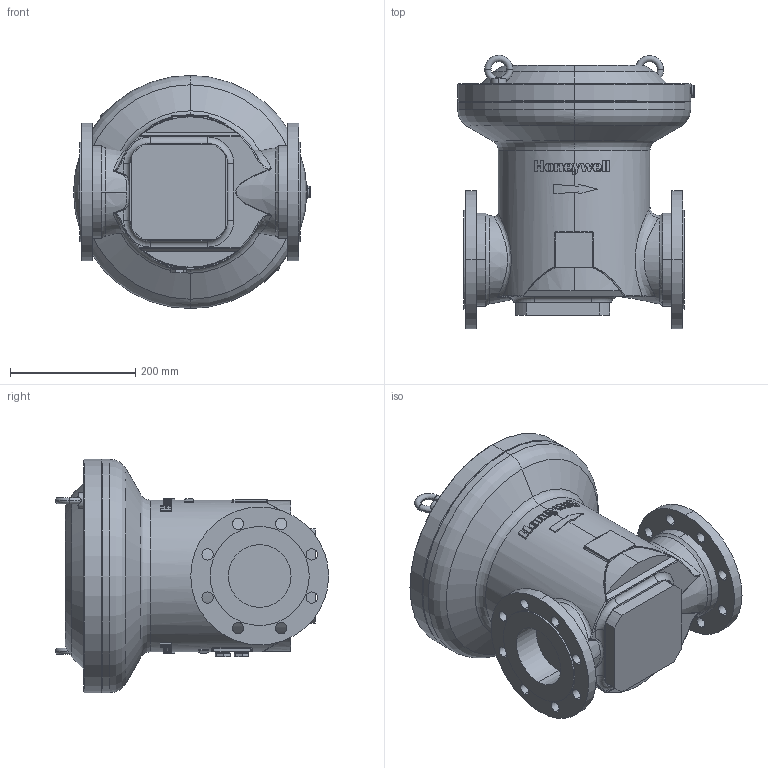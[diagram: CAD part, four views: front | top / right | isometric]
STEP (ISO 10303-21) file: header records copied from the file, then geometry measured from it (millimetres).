
FILE_DESCRIPTION (( 'STEP AP214' ), '1' );
FILE_NAME ('RMG402-DN100_PN16.STEP', '2020-04-06T13:20:16', ( '' ), ( '' ), 'SwSTEP 2.0', 'SolidWorks 2017', '' );
FILE_SCHEMA (( 'AUTOMOTIVE_DESIGN' ));
Length unit declared in the file: millimetre
Products named in the file (1): RMG402-DN100_PN16
Bounding box: 378.01 x 436 x 372 mm (x, y, z)
Volume: 24766217.9 mm3; surface area: 700679.6 mm2
Topology: 1 solids, 1 shells, 591 faces, 1569 edges, 1004 vertices
Faces by surface type: plane 195, bspline 191, cylinder 125, cone 43, torus 33, sphere 4
Entity records: 30764 total; most frequent: CARTESIAN_POINT 14172, ORIENTED_EDGE 3122, DIRECTION 2264, EDGE_CURVE 1561, VERTEX_POINT 1004, AXIS2_PLACEMENT_3D 849, EDGE_LOOP 659, ADVANCED_FACE 591
